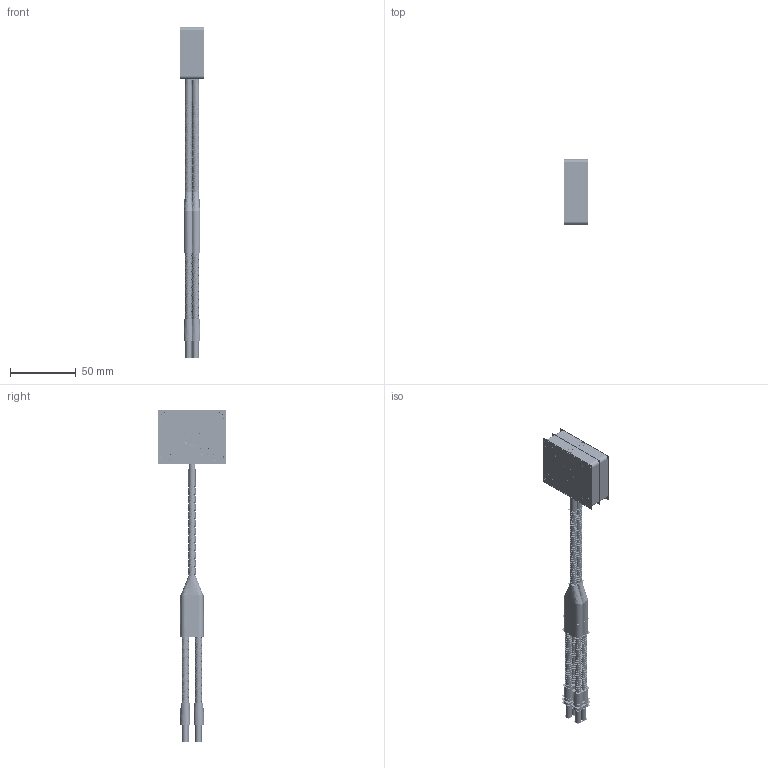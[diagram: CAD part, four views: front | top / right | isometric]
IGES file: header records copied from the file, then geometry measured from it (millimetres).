
Start section:  PTC IGES file: 188749.igs
Global section: file name: 188749.igs; native system: Creo Parametric by Parametric Technology Corporation; preprocessor: 2013230; author: pdmadmin; organization: Unknown; date: 20160128.141629; units: millimetre
Bounding box: 18.39 x 52.04 x 252.92 mm (x, y, z)
Volume: 65832.1 mm3; surface area: 452970.7 mm2
Topology: 26 solids, 26 shells, 1964 faces, 10436 edges, 13922 vertices
Faces by surface type: bspline 1544, revolution 420
